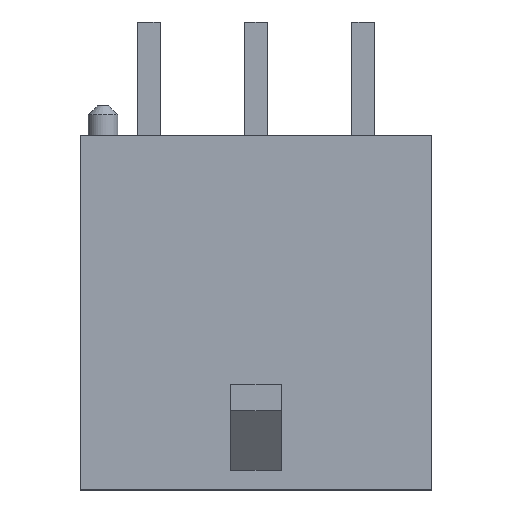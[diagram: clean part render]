
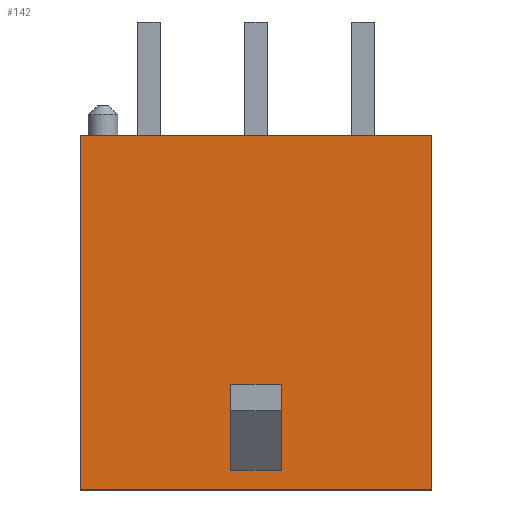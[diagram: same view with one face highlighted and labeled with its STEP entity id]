
A CAD part, top view. The second image highlights one B-rep face of the part: STEP entity #142.
In plain terms, the highlighted planar face has unit normal (0, 0, 1).
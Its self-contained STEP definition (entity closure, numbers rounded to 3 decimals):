
#142=ADVANCED_FACE('',(#360,#361),#251,.F.);
#251=PLANE('',#1994);
#360=FACE_BOUND('',#394,.T.);
#361=FACE_BOUND('',#395,.T.);
#394=EDGE_LOOP('',(#561,#562,#563,#564));
#395=EDGE_LOOP('',(#565,#566,#567,#568));
#561=ORIENTED_EDGE('',*,*,#1253,.T.);
#562=ORIENTED_EDGE('',*,*,#1254,.T.);
#563=ORIENTED_EDGE('',*,*,#1255,.F.);
#564=ORIENTED_EDGE('',*,*,#1256,.F.);
#565=ORIENTED_EDGE('',*,*,#1257,.T.);
#566=ORIENTED_EDGE('',*,*,#1248,.F.);
#567=ORIENTED_EDGE('',*,*,#1225,.F.);
#568=ORIENTED_EDGE('',*,*,#1252,.T.);
#1047=VERTEX_POINT('',#2608);
#1050=VERTEX_POINT('',#2613);
#1071=VERTEX_POINT('',#2657);
#1074=VERTEX_POINT('',#2667);
#1075=VERTEX_POINT('',#2671);
#1076=VERTEX_POINT('',#2672);
#1077=VERTEX_POINT('',#2674);
#1078=VERTEX_POINT('',#2676);
#1225=EDGE_CURVE('',#1050,#1047,#1486,.T.);
#1248=EDGE_CURVE('',#1047,#1071,#1509,.T.);
#1252=EDGE_CURVE('',#1050,#1074,#1513,.T.);
#1253=EDGE_CURVE('',#1075,#1076,#1514,.T.);
#1254=EDGE_CURVE('',#1076,#1077,#1515,.T.);
#1255=EDGE_CURVE('',#1078,#1077,#1516,.T.);
#1256=EDGE_CURVE('',#1075,#1078,#1517,.T.);
#1257=EDGE_CURVE('',#1074,#1071,#1518,.T.);
#1486=LINE('',#2614,#1744);
#1509=LINE('',#2660,#1767);
#1513=LINE('',#2668,#1771);
#1514=LINE('',#2670,#1772);
#1515=LINE('',#2673,#1773);
#1516=LINE('',#2675,#1774);
#1517=LINE('',#2677,#1775);
#1518=LINE('',#2678,#1776);
#1744=VECTOR('',#2117,1.);
#1767=VECTOR('',#2142,1.);
#1771=VECTOR('',#2150,1.);
#1772=VECTOR('',#2153,1.);
#1773=VECTOR('',#2154,1.);
#1774=VECTOR('',#2155,1.);
#1775=VECTOR('',#2156,1.);
#1776=VECTOR('',#2157,1.);
#1994=AXIS2_PLACEMENT_3D('',#2679,#2158,#2159);
#2117=DIRECTION('',(-1.,0.,0.));
#2142=DIRECTION('',(0.,1.,0.));
#2150=DIRECTION('',(0.,1.,0.));
#2153=DIRECTION('',(-1.,0.,0.));
#2154=DIRECTION('',(0.,1.,0.));
#2155=DIRECTION('',(-1.,0.,0.));
#2156=DIRECTION('',(0.,1.,0.));
#2157=DIRECTION('',(-1.,0.,0.));
#2158=DIRECTION('',(0.,0.,-1.));
#2159=DIRECTION('',(-1.,0.,0.));
#2608=CARTESIAN_POINT('',(-4.925,-4.955,3.43));
#2613=CARTESIAN_POINT('',(4.925,-4.955,3.43));
#2614=CARTESIAN_POINT('',(4.925,-4.955,3.43));
#2657=CARTESIAN_POINT('',(-4.925,4.955,3.43));
#2660=CARTESIAN_POINT('',(-4.925,-4.955,3.43));
#2667=CARTESIAN_POINT('',(4.925,4.955,3.43));
#2668=CARTESIAN_POINT('',(4.925,-4.955,3.43));
#2670=CARTESIAN_POINT('',(0.7,-4.415,3.43));
#2671=CARTESIAN_POINT('',(0.7,-4.415,3.43));
#2672=CARTESIAN_POINT('',(-0.7,-4.415,3.43));
#2673=CARTESIAN_POINT('',(-0.7,-4.415,3.43));
#2674=CARTESIAN_POINT('',(-0.7,-2.005,3.43));
#2675=CARTESIAN_POINT('',(0.7,-2.005,3.43));
#2676=CARTESIAN_POINT('',(0.7,-2.005,3.43));
#2677=CARTESIAN_POINT('',(0.7,-4.415,3.43));
#2678=CARTESIAN_POINT('',(4.925,4.955,3.43));
#2679=CARTESIAN_POINT('',(4.925,-4.955,3.43));
